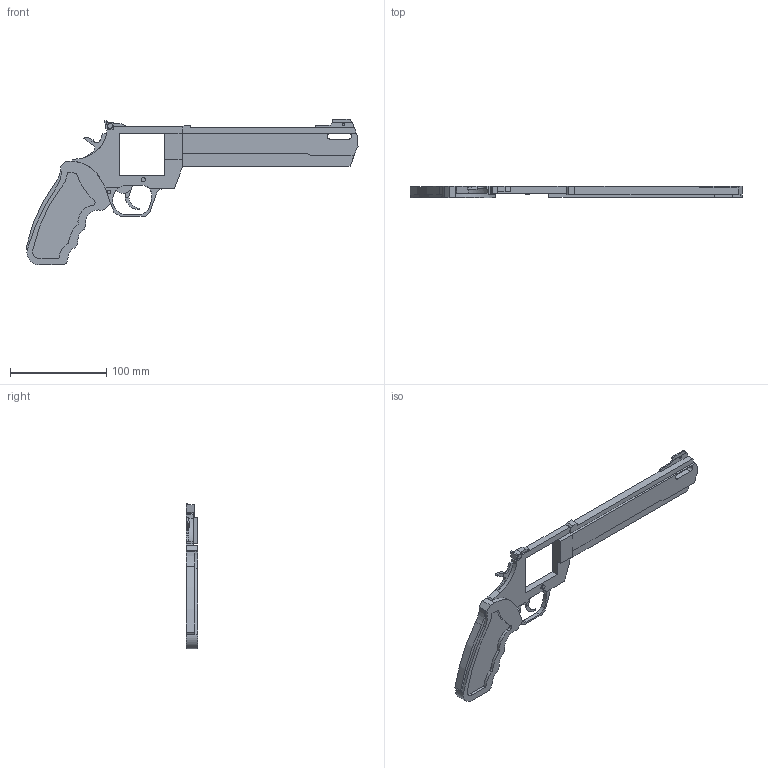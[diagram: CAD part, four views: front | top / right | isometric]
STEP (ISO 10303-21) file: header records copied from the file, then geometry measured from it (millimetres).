
FILE_DESCRIPTION(/* description */ ('STEP AP242','CAx-IF Rec.Pracs.---Representation and Presentation of Product Manufacturing Information (PMI)---4.0---2014-10-13','CAx-IF Rec.Pracs.---3D Tessellated Geometry---0.4---2014-09-14','2;1'),/* implementation_level */ '2;1');
FILE_NAME(/* name */ '667d8920e3a6775cdf390fc2',/* time_stamp */ '2024-06-27T15:45:37Z',/* author */ (''),/* organization */ (''),/* preprocessor_version */ 'ST-DEVELOPER v20',/* originating_system */ ' ',/* authorisation */ ' ');
FILE_SCHEMA (('AP242_MANAGED_MODEL_BASED_3D_ENGINEERING_MIM_LF { 1 0 10303 442 1 1 4 }'));
Length unit declared in the file: metre
Products named in the file (1): Semi-Legal
Bounding box: 345.52 x 11.5 x 151.83 mm (x, y, z)
Volume: 146728.3 mm3; surface area: 47101 mm2
Topology: 1 solids, 1 shells, 154 faces, 434 edges, 285 vertices
Faces by surface type: plane 113, cylinder 41
Full cylindrical faces by diameter (mm): 2.385 x1, 3.721 x1, 4.627 x1, 5.272 x1
Entity records: 5327 total; most frequent: CARTESIAN_POINT 870, ORIENTED_EDGE 860, DIRECTION 827, EDGE_CURVE 430, LINE 343, VECTOR 343, VERTEX_POINT 285, AXIS2_PLACEMENT_3D 242
